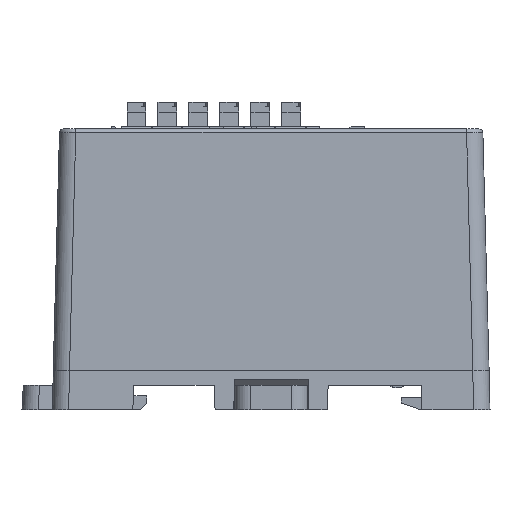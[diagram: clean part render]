
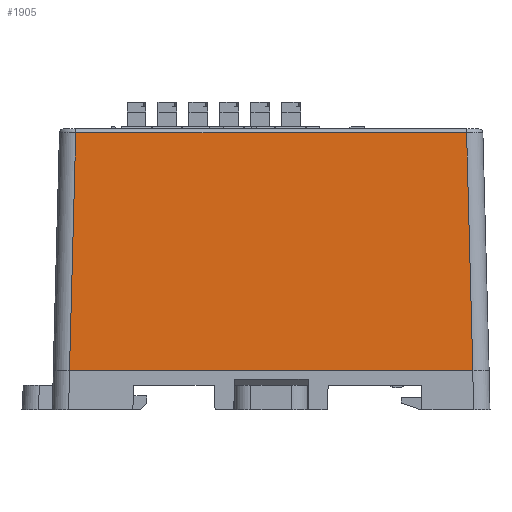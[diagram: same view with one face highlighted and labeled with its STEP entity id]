
A CAD part, left-side view. The second image highlights one B-rep face of the part: STEP entity #1905.
In plain terms, the highlighted planar face has unit normal (-1, 0, 0.026).
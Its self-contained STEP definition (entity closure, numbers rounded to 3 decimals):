
#611=FACE_OUTER_BOUND('',#4616,.T.);
#1905=ADVANCED_FACE('',(#611),#3219,.T.);
#3219=PLANE('',#26040);
#4616=EDGE_LOOP('',(#12750,#12751,#12752,#12753));
#6177=LINE('',#34067,#9135);
#6406=LINE('',#34583,#9364);
#6407=LINE('',#34585,#9365);
#6408=LINE('',#34587,#9366);
#9135=VECTOR('',#27754,1.);
#9364=VECTOR('',#28071,1.);
#9365=VECTOR('',#28072,1.);
#9366=VECTOR('',#28073,1.);
#12750=ORIENTED_EDGE('',*,*,#22347,.T.);
#12751=ORIENTED_EDGE('',*,*,#22348,.T.);
#12752=ORIENTED_EDGE('',*,*,#22349,.T.);
#12753=ORIENTED_EDGE('',*,*,#22100,.F.);
#19704=VERTEX_POINT('',#34066);
#19705=VERTEX_POINT('',#34068);
#19932=VERTEX_POINT('',#34584);
#19933=VERTEX_POINT('',#34586);
#22100=EDGE_CURVE('',#19704,#19705,#6177,.T.);
#22347=EDGE_CURVE('',#19704,#19932,#6406,.T.);
#22348=EDGE_CURVE('',#19932,#19933,#6407,.T.);
#22349=EDGE_CURVE('',#19933,#19705,#6408,.T.);
#26040=AXIS2_PLACEMENT_3D('',#34588,#28074,#28075);
#27754=DIRECTION('',(0.,1.,0.));
#28071=DIRECTION('',(0.026,0.026,0.999));
#28072=DIRECTION('',(0.,1.,0.));
#28073=DIRECTION('',(-0.026,0.026,-0.999));
#28074=DIRECTION('',(-1.,0.,0.026));
#28075=DIRECTION('',(-0.026,0.,-1.));
#34066=CARTESIAN_POINT('',(173.899,94.371,-64.));
#34067=CARTESIAN_POINT('',(173.899,145.856,-64.));
#34068=CARTESIAN_POINT('',(173.899,143.941,-64.));
#34583=CARTESIAN_POINT('',(173.95,94.422,-62.066));
#34584=CARTESIAN_POINT('',(174.664,95.136,-34.787));
#34585=CARTESIAN_POINT('',(174.664,143.163,-34.787));
#34586=CARTESIAN_POINT('',(174.664,143.176,-34.787));
#34587=CARTESIAN_POINT('',(173.932,143.908,-62.752));
#34588=CARTESIAN_POINT('',(173.933,118.656,-62.7));
